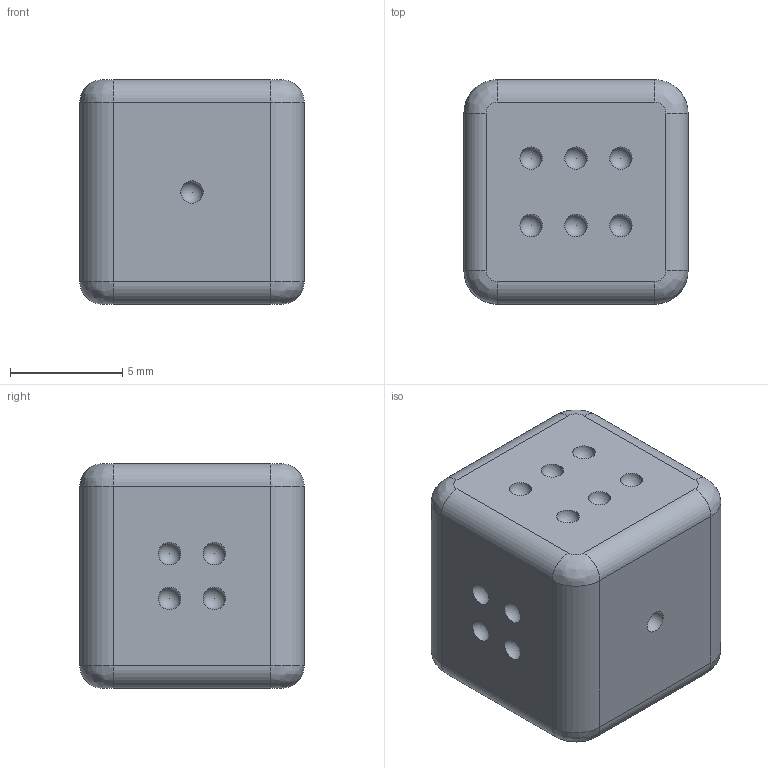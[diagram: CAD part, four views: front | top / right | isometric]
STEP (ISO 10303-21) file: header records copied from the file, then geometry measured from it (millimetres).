
FILE_DESCRIPTION(/* description */ (''),/* implementation_level */ '2;1');
FILE_NAME(/* name */ 'Autodesk Fusion Design''s/3-2-2021/Basic Dice Cube/Basic Dice Cube v3.step',/* time_stamp */ '2021-02-03T10:55:51+05:00',/* author */ (''),/* organization */ (''),/* preprocessor_version */ 'ST-DEVELOPER v18.1',/* originating_system */ 'Autodesk Translation Framework v9.7.1.1290',/* authorisation */ '');
FILE_SCHEMA (('AUTOMOTIVE_DESIGN { 1 0 10303 214 3 1 1 }'));
Length unit declared in the file: millimetre
Products named in the file (1): Basic Dice Cube
Bounding box: 10 x 10 x 10 mm (x, y, z)
Volume: 959.7 mm3; surface area: 553.9 mm2
Topology: 1 solids, 1 shells, 47 faces, 119 edges, 74 vertices
Faces by surface type: sphere 21, cylinder 12, bspline 8, plane 6
Entity records: 1434 total; most frequent: CARTESIAN_POINT 284, DIRECTION 252, ORIENTED_EDGE 196, AXIS2_PLACEMENT_3D 114, EDGE_CURVE 98, CIRCLE 74, VERTEX_POINT 74, EDGE_LOOP 68
